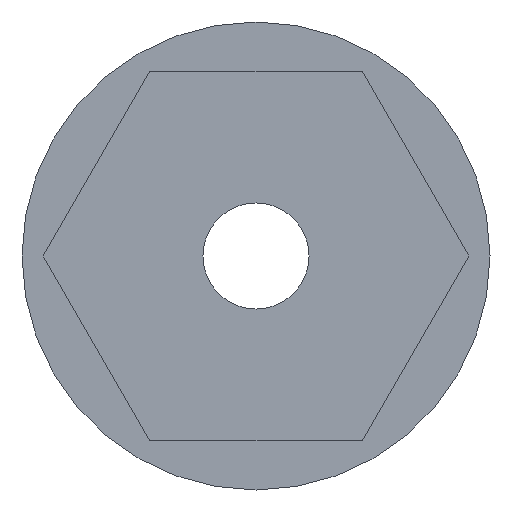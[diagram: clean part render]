
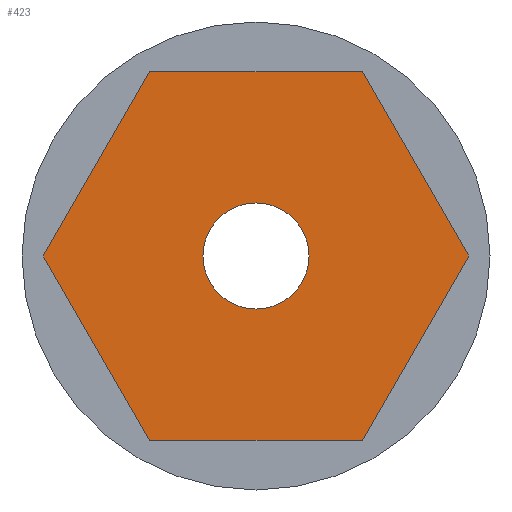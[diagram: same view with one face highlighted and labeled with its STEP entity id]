
A CAD part, front view. The second image highlights one B-rep face of the part: STEP entity #423.
In plain terms, the highlighted planar face has unit normal (0, -1, 0).
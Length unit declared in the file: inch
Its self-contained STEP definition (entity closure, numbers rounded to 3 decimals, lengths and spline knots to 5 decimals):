
#8 = VECTOR ( 'NONE', #519, 39.37008 ) ;
#26 = DIRECTION ( 'NONE',  ( -0.5, 0., -0.866 ) ) ;
#29 = CARTESIAN_POINT ( 'NONE',  ( 0.27276, 0., 0. ) ) ;
#33 = FACE_BOUND ( 'NONE', #575, .T. ) ;
#36 = CARTESIAN_POINT ( 'NONE',  ( 0.13638, 0., -0.23622 ) ) ;
#45 = CARTESIAN_POINT ( 'NONE',  ( 0., 0., 0.068 ) ) ;
#50 = FACE_OUTER_BOUND ( 'NONE', #1019, .T. ) ;
#51 = VERTEX_POINT ( 'NONE', #205 ) ;
#65 = AXIS2_PLACEMENT_3D ( 'NONE', #794, #777, #776 ) ;
#70 = CIRCLE ( 'NONE', #1028, 0.068 ) ;
#75 = CARTESIAN_POINT ( 'NONE',  ( 0., 0., -0.068 ) ) ;
#78 = ORIENTED_EDGE ( 'NONE', *, *, #933, .F. ) ;
#141 = LINE ( 'NONE', #704, #601 ) ;
#148 = DIRECTION ( 'NONE',  ( 0., 0., -1. ) ) ;
#205 = CARTESIAN_POINT ( 'NONE',  ( -0.13638, 0., 0.23622 ) ) ;
#221 = LINE ( 'NONE', #480, #593 ) ;
#250 = CARTESIAN_POINT ( 'NONE',  ( 0.27276, 0., 0. ) ) ;
#259 = DIRECTION ( 'NONE',  ( 0., 0., -1. ) ) ;
#267 = DIRECTION ( 'NONE',  ( 0., -1., 0. ) ) ;
#268 = CARTESIAN_POINT ( 'NONE',  ( 0., 0., 0. ) ) ;
#269 = ORIENTED_EDGE ( 'NONE', *, *, #558, .F. ) ;
#288 = CIRCLE ( 'NONE', #1074, 0.068 ) ;
#300 = VECTOR ( 'NONE', #544, 39.37008 ) ;
#305 = ORIENTED_EDGE ( 'NONE', *, *, #665, .F. ) ;
#310 = EDGE_CURVE ( 'NONE', #617, #752, #763, .T. ) ;
#333 = ORIENTED_EDGE ( 'NONE', *, *, #963, .F. ) ;
#342 = VERTEX_POINT ( 'NONE', #75 ) ;
#348 = VERTEX_POINT ( 'NONE', #918 ) ;
#382 = DIRECTION ( 'NONE',  ( 0., -1., 0. ) ) ;
#423 = ADVANCED_FACE ( 'NONE', ( #33, #50 ), #798, .F. ) ;
#460 = DIRECTION ( 'NONE',  ( 0.5, 0., 0.866 ) ) ;
#463 = ORIENTED_EDGE ( 'NONE', *, *, #310, .F. ) ;
#473 = CARTESIAN_POINT ( 'NONE',  ( -0.27276, 0., 0. ) ) ;
#480 = CARTESIAN_POINT ( 'NONE',  ( -0.27276, 0., 0. ) ) ;
#512 = ORIENTED_EDGE ( 'NONE', *, *, #753, .F. ) ;
#519 = DIRECTION ( 'NONE',  ( 1., 0., 0. ) ) ;
#520 = CARTESIAN_POINT ( 'NONE',  ( -0.13638, 0., 0.23622 ) ) ;
#532 = LINE ( 'NONE', #36, #300 ) ;
#540 = VECTOR ( 'NONE', #847, 39.37008 ) ;
#544 = DIRECTION ( 'NONE',  ( -1., 0., 0. ) ) ;
#556 = CARTESIAN_POINT ( 'NONE',  ( 0.13638, 0., 0.23622 ) ) ;
#558 = EDGE_CURVE ( 'NONE', #655, #850, #141, .T. ) ;
#563 = CARTESIAN_POINT ( 'NONE',  ( -0.13638, 0., -0.23622 ) ) ;
#575 = EDGE_LOOP ( 'NONE', ( #667, #970 ) ) ;
#593 = VECTOR ( 'NONE', #460, 39.37008 ) ;
#601 = VECTOR ( 'NONE', #691, 39.37008 ) ;
#607 = LINE ( 'NONE', #29, #789 ) ;
#617 = VERTEX_POINT ( 'NONE', #563 ) ;
#647 = LINE ( 'NONE', #520, #8 ) ;
#655 = VERTEX_POINT ( 'NONE', #556 ) ;
#665 = EDGE_CURVE ( 'NONE', #51, #655, #647, .T. ) ;
#667 = ORIENTED_EDGE ( 'NONE', *, *, #1004, .F. ) ;
#691 = DIRECTION ( 'NONE',  ( 0.5, 0., -0.866 ) ) ;
#700 = CARTESIAN_POINT ( 'NONE',  ( 0., 0., 0. ) ) ;
#704 = CARTESIAN_POINT ( 'NONE',  ( 0.13638, 0., 0.23622 ) ) ;
#752 = VERTEX_POINT ( 'NONE', #473 ) ;
#753 = EDGE_CURVE ( 'NONE', #752, #51, #221, .T. ) ;
#763 = LINE ( 'NONE', #1060, #540 ) ;
#776 = DIRECTION ( 'NONE',  ( 0., 0., 1. ) ) ;
#777 = DIRECTION ( 'NONE',  ( 0., 1., 0. ) ) ;
#789 = VECTOR ( 'NONE', #26, 39.37008 ) ;
#794 = CARTESIAN_POINT ( 'NONE',  ( 0., 0., 0. ) ) ;
#798 = PLANE ( 'NONE',  #65 ) ;
#839 = EDGE_CURVE ( 'NONE', #932, #342, #288, .T. ) ;
#847 = DIRECTION ( 'NONE',  ( -0.5, 0., 0.866 ) ) ;
#850 = VERTEX_POINT ( 'NONE', #250 ) ;
#918 = CARTESIAN_POINT ( 'NONE',  ( 0.13638, 0., -0.23622 ) ) ;
#932 = VERTEX_POINT ( 'NONE', #45 ) ;
#933 = EDGE_CURVE ( 'NONE', #850, #348, #607, .T. ) ;
#963 = EDGE_CURVE ( 'NONE', #348, #617, #532, .T. ) ;
#970 = ORIENTED_EDGE ( 'NONE', *, *, #839, .F. ) ;
#1004 = EDGE_CURVE ( 'NONE', #342, #932, #70, .T. ) ;
#1019 = EDGE_LOOP ( 'NONE', ( #333, #78, #269, #305, #512, #463 ) ) ;
#1028 = AXIS2_PLACEMENT_3D ( 'NONE', #700, #382, #148 ) ;
#1060 = CARTESIAN_POINT ( 'NONE',  ( -0.13638, 0., -0.23622 ) ) ;
#1074 = AXIS2_PLACEMENT_3D ( 'NONE', #268, #267, #259 ) ;
